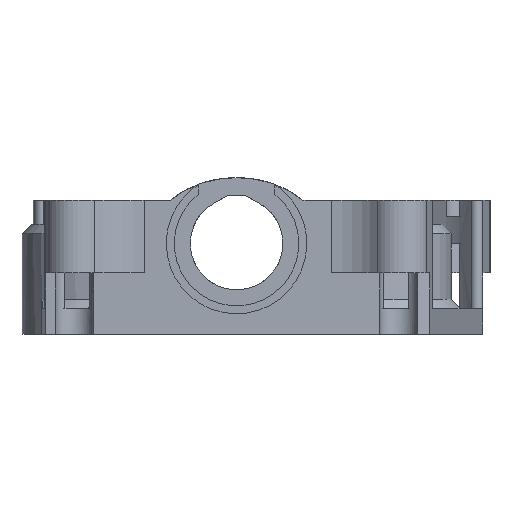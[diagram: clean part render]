
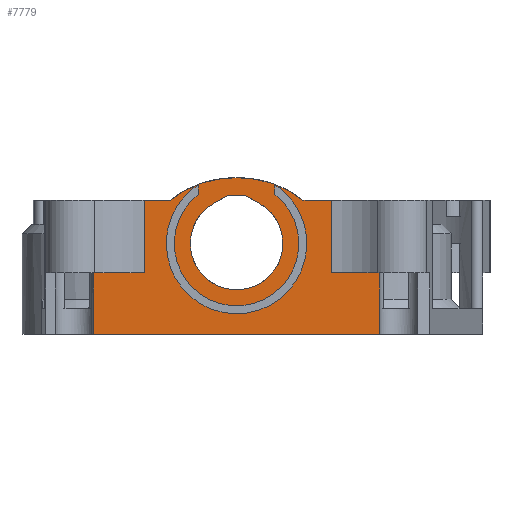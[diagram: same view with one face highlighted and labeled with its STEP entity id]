
A CAD part, front view. The second image highlights one B-rep face of the part: STEP entity #7779.
In plain terms, the highlighted planar face has unit normal (0, -1, 0).
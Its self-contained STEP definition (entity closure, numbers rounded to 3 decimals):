
#286=FACE_BOUND('',#1317,.T.);
#287=FACE_BOUND('',#1318,.T.);
#452=PLANE('',#8150);
#864=FACE_OUTER_BOUND('',#1316,.T.);
#1316=EDGE_LOOP('',(#7322,#7323,#7324,#7325,#7326,#7327,#7328,#7329,#7330,
#7331,#7332,#7333));
#1317=EDGE_LOOP('',(#7334,#7335,#7336,#7337,#7338,#7339,#7340));
#1318=EDGE_LOOP('',(#7341,#7342,#7343,#7344));
#2146=LINE('',#14405,#2661);
#2216=LINE('',#15651,#2731);
#2255=LINE('',#15816,#2770);
#2268=LINE('',#16001,#2783);
#2272=LINE('',#16013,#2787);
#2276=LINE('',#16024,#2791);
#2280=LINE('',#16035,#2795);
#2281=LINE('',#16037,#2796);
#2302=LINE('',#16210,#2817);
#2304=LINE('',#16226,#2819);
#2311=LINE('',#16259,#2826);
#2314=LINE('',#16266,#2829);
#2322=LINE('',#16289,#2837);
#2324=LINE('',#16297,#2839);
#2327=LINE('',#16312,#2842);
#2328=LINE('',#16314,#2843);
#2661=VECTOR('',#8682,10.);
#2731=VECTOR('',#8924,10.);
#2770=VECTOR('',#9039,10.);
#2783=VECTOR('',#9080,10.);
#2787=VECTOR('',#9092,10.);
#2791=VECTOR('',#9104,10.);
#2795=VECTOR('',#9118,10.);
#2796=VECTOR('',#9121,10.);
#2817=VECTOR('',#9234,10.);
#2819=VECTOR('',#9256,10.);
#2826=VECTOR('',#9305,10.);
#2829=VECTOR('',#9312,10.);
#2837=VECTOR('',#9340,10.);
#2839=VECTOR('',#9350,10.);
#2842=VECTOR('',#9375,10.);
#2843=VECTOR('',#9378,10.);
#2959=CIRCLE('',#8025,0.8);
#2961=CIRCLE('',#8028,11.);
#2963=CIRCLE('',#8032,9.75);
#2965=CIRCLE('',#8036,11.);
#2967=CIRCLE('',#8042,7.25);
#2990=CIRCLE('',#8088,16.455);
#2991=CIRCLE('',#8093,16.455);
#3540=VERTEX_POINT('',#14402);
#3541=VERTEX_POINT('',#14404);
#3672=VERTEX_POINT('',#15648);
#3673=VERTEX_POINT('',#15650);
#3722=VERTEX_POINT('',#15813);
#3723=VERTEX_POINT('',#15815);
#3736=VERTEX_POINT('',#15985);
#3737=VERTEX_POINT('',#15986);
#3740=VERTEX_POINT('',#15994);
#3742=VERTEX_POINT('',#16000);
#3744=VERTEX_POINT('',#16006);
#3746=VERTEX_POINT('',#16012);
#3748=VERTEX_POINT('',#16018);
#3750=VERTEX_POINT('',#16029);
#3751=VERTEX_POINT('',#16033);
#3772=VERTEX_POINT('',#16201);
#3773=VERTEX_POINT('',#16203);
#3774=VERTEX_POINT('',#16209);
#3778=VERTEX_POINT('',#16224);
#3783=VERTEX_POINT('',#16258);
#3785=VERTEX_POINT('',#16265);
#3790=VERTEX_POINT('',#16288);
#3792=VERTEX_POINT('',#16296);
#4569=EDGE_CURVE('',#3540,#3541,#2146,.T.);
#4758=EDGE_CURVE('',#3673,#3672,#2216,.T.);
#4828=EDGE_CURVE('',#3723,#3722,#2255,.T.);
#4848=EDGE_CURVE('',#3736,#3737,#2959,.T.);
#4852=EDGE_CURVE('',#3737,#3740,#2961,.T.);
#4855=EDGE_CURVE('',#3740,#3742,#2268,.T.);
#4858=EDGE_CURVE('',#3742,#3744,#2963,.T.);
#4861=EDGE_CURVE('',#3744,#3746,#2272,.T.);
#4864=EDGE_CURVE('',#3746,#3748,#2965,.T.);
#4867=EDGE_CURVE('',#3748,#3736,#2276,.T.);
#4869=EDGE_CURVE('',#3750,#3673,#2967,.T.);
#4872=EDGE_CURVE('',#3672,#3751,#2280,.T.);
#4873=EDGE_CURVE('',#3751,#3750,#2281,.T.);
#4923=EDGE_CURVE('',#3773,#3772,#2990,.T.);
#4926=EDGE_CURVE('',#3774,#3773,#2302,.T.);
#4928=EDGE_CURVE('',#3722,#3774,#2991,.T.);
#4934=EDGE_CURVE('',#3772,#3778,#2304,.T.);
#4949=EDGE_CURVE('',#3541,#3783,#2311,.T.);
#4953=EDGE_CURVE('',#3540,#3785,#2314,.T.);
#4965=EDGE_CURVE('',#3785,#3790,#2322,.T.);
#4969=EDGE_CURVE('',#3792,#3783,#2324,.T.);
#4977=EDGE_CURVE('',#3792,#3778,#2327,.T.);
#4978=EDGE_CURVE('',#3790,#3723,#2328,.T.);
#7322=ORIENTED_EDGE('',*,*,#4934,.T.);
#7323=ORIENTED_EDGE('',*,*,#4977,.F.);
#7324=ORIENTED_EDGE('',*,*,#4969,.T.);
#7325=ORIENTED_EDGE('',*,*,#4949,.F.);
#7326=ORIENTED_EDGE('',*,*,#4569,.F.);
#7327=ORIENTED_EDGE('',*,*,#4953,.T.);
#7328=ORIENTED_EDGE('',*,*,#4965,.T.);
#7329=ORIENTED_EDGE('',*,*,#4978,.T.);
#7330=ORIENTED_EDGE('',*,*,#4828,.T.);
#7331=ORIENTED_EDGE('',*,*,#4928,.T.);
#7332=ORIENTED_EDGE('',*,*,#4926,.T.);
#7333=ORIENTED_EDGE('',*,*,#4923,.T.);
#7334=ORIENTED_EDGE('',*,*,#4848,.T.);
#7335=ORIENTED_EDGE('',*,*,#4852,.T.);
#7336=ORIENTED_EDGE('',*,*,#4855,.T.);
#7337=ORIENTED_EDGE('',*,*,#4858,.T.);
#7338=ORIENTED_EDGE('',*,*,#4861,.T.);
#7339=ORIENTED_EDGE('',*,*,#4864,.T.);
#7340=ORIENTED_EDGE('',*,*,#4867,.T.);
#7341=ORIENTED_EDGE('',*,*,#4758,.T.);
#7342=ORIENTED_EDGE('',*,*,#4872,.T.);
#7343=ORIENTED_EDGE('',*,*,#4873,.T.);
#7344=ORIENTED_EDGE('',*,*,#4869,.T.);
#7779=ADVANCED_FACE('',(#864,#286,#287),#452,.T.);
#8025=AXIS2_PLACEMENT_3D('',#15987,#9065,#9066);
#8028=AXIS2_PLACEMENT_3D('',#15995,#9073,#9074);
#8032=AXIS2_PLACEMENT_3D('',#16007,#9085,#9086);
#8036=AXIS2_PLACEMENT_3D('',#16019,#9097,#9098);
#8042=AXIS2_PLACEMENT_3D('',#16030,#9112,#9113);
#8088=AXIS2_PLACEMENT_3D('',#16204,#9226,#9227);
#8093=AXIS2_PLACEMENT_3D('',#16214,#9240,#9241);
#8150=AXIS2_PLACEMENT_3D('',#16315,#9379,#9380);
#8682=DIRECTION('',(-1.,0.,0.));
#8924=DIRECTION('',(0.879,0.,0.478));
#9039=DIRECTION('',(-1.,0.,0.));
#9065=DIRECTION('center_axis',(0.,1.,0.));
#9066=DIRECTION('ref_axis',(-1.,0.,0.));
#9073=DIRECTION('center_axis',(0.,1.,0.));
#9074=DIRECTION('ref_axis',(-1.,0.,0.));
#9080=DIRECTION('',(0.,0.,-1.));
#9085=DIRECTION('center_axis',(0.,-1.,0.));
#9086=DIRECTION('ref_axis',(-1.,0.,0.));
#9092=DIRECTION('',(0.,0.,1.));
#9097=DIRECTION('center_axis',(0.,1.,0.));
#9098=DIRECTION('ref_axis',(-1.,0.,0.));
#9104=DIRECTION('',(0.,0.,1.));
#9112=DIRECTION('center_axis',(0.,1.,0.));
#9113=DIRECTION('ref_axis',(-1.,0.,0.));
#9118=DIRECTION('',(1.,0.,0.));
#9121=DIRECTION('',(0.879,0.,-0.478));
#9226=DIRECTION('center_axis',(0.,-1.,0.));
#9227=DIRECTION('ref_axis',(0.,0.,1.));
#9234=DIRECTION('',(-1.,0.,0.));
#9240=DIRECTION('center_axis',(0.,-1.,0.));
#9241=DIRECTION('ref_axis',(0.617,0.,0.787));
#9256=DIRECTION('',(-1.,0.,0.));
#9305=DIRECTION('',(0.,0.,1.));
#9312=DIRECTION('',(0.,0.,1.));
#9340=DIRECTION('',(-1.,0.,0.));
#9350=DIRECTION('',(-1.,0.,0.));
#9375=DIRECTION('',(0.,0.,1.));
#9378=DIRECTION('',(0.,0.,1.));
#9379=DIRECTION('center_axis',(0.,-1.,0.));
#9380=DIRECTION('ref_axis',(1.,0.,0.));
#14402=CARTESIAN_POINT('',(22.4,-21.2,0.));
#14404=CARTESIAN_POINT('',(-22.4,-21.2,0.));
#14405=CARTESIAN_POINT('',(-5.69,-21.2,0.));
#15648=CARTESIAN_POINT('',(-1.2,-21.2,21.8));
#15650=CARTESIAN_POINT('',(-3.463,-21.2,20.569));
#15651=CARTESIAN_POINT('',(-10.899,-21.2,16.526));
#15813=CARTESIAN_POINT('',(10.396,-21.2,21.));
#15815=CARTESIAN_POINT('',(14.9,-21.2,21.));
#15816=CARTESIAN_POINT('',(-2.042,-21.2,21.));
#15985=CARTESIAN_POINT('',(-11.,-21.2,15.));
#15986=CARTESIAN_POINT('',(-10.971,-21.2,14.999));
#15987=CARTESIAN_POINT('Origin',(-11.,-21.2,14.2));
#15994=CARTESIAN_POINT('',(-6.,-21.2,23.42));
#15995=CARTESIAN_POINT('Origin',(0.,-21.2,14.2));
#16000=CARTESIAN_POINT('',(-6.,-21.2,21.885));
#16001=CARTESIAN_POINT('',(-6.,-21.2,10.943));
#16006=CARTESIAN_POINT('',(6.,-21.2,21.885));
#16007=CARTESIAN_POINT('Origin',(0.,-21.2,14.2));
#16012=CARTESIAN_POINT('',(6.,-21.2,23.42));
#16013=CARTESIAN_POINT('',(6.,-21.2,11.71));
#16018=CARTESIAN_POINT('',(-11.,-21.2,14.2));
#16019=CARTESIAN_POINT('Origin',(0.,-21.2,14.2));
#16024=CARTESIAN_POINT('',(-11.,-21.2,7.5));
#16029=CARTESIAN_POINT('',(3.463,-21.2,20.569));
#16030=CARTESIAN_POINT('Origin',(0.,-21.2,
14.2));
#16033=CARTESIAN_POINT('',(1.2,-21.2,21.8));
#16035=CARTESIAN_POINT('',(-6.64,-21.2,21.8));
#16037=CARTESIAN_POINT('',(0.855,-21.2,21.987));
#16201=CARTESIAN_POINT('',(-10.396,-21.2,21.));
#16203=CARTESIAN_POINT('',(-0.25,-21.2,24.5));
#16204=CARTESIAN_POINT('Origin',(-0.25,-21.2,8.045));
#16209=CARTESIAN_POINT('',(0.25,-21.2,24.5));
#16210=CARTESIAN_POINT('',(-7.365,-21.2,24.5));
#16214=CARTESIAN_POINT('Origin',(0.25,-21.2,8.045));
#16224=CARTESIAN_POINT('',(-14.48,-21.2,21.));
#16226=CARTESIAN_POINT('',(-25.752,-21.2,21.));
#16258=CARTESIAN_POINT('',(-22.4,-21.2,9.6));
#16259=CARTESIAN_POINT('',(-22.4,-21.2,0.));
#16265=CARTESIAN_POINT('',(22.4,-21.2,9.6));
#16266=CARTESIAN_POINT('',(22.4,-21.2,0.));
#16288=CARTESIAN_POINT('',(14.9,-21.2,9.6));
#16289=CARTESIAN_POINT('',(22.4,-21.2,9.6));
#16296=CARTESIAN_POINT('',(-14.48,-21.2,9.6));
#16297=CARTESIAN_POINT('',(22.4,-21.2,9.6));
#16312=CARTESIAN_POINT('',(-14.48,-21.2,0.));
#16314=CARTESIAN_POINT('',(14.9,-21.2,0.));
#16315=CARTESIAN_POINT('Origin',(-14.48,-21.2,0.));
